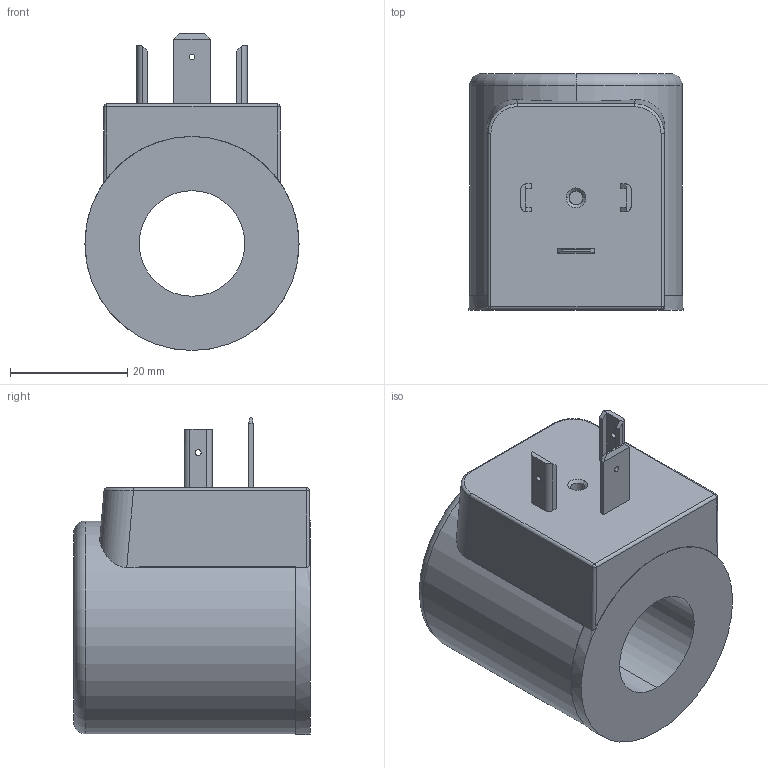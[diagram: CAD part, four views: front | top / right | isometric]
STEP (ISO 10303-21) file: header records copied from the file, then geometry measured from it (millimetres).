
FILE_DESCRIPTION (( 'STEP AP214' ), '1' );
FILE_NAME ('Magnetspule_36-40_DIN.STEP', '2016-07-18T06:36:25', ( '' ), ( '' ), 'SwSTEP 2.0', 'SolidWorks 2014', '' );
FILE_SCHEMA (( 'AUTOMOTIVE_DESIGN' ));
Length unit declared in the file: millimetre
Products named in the file (1): Magnetspule_36-40_DIN
Bounding box: 36.5 x 40.3 x 54.05 mm (x, y, z)
Volume: 39805.6 mm3; surface area: 12320.1 mm2
Topology: 1 solids, 1 shells, 83 faces, 207 edges, 128 vertices
Faces by surface type: plane 46, cylinder 29, torus 2, cone 2, bspline 2, sphere 2
Entity records: 3485 total; most frequent: CARTESIAN_POINT 628, ORIENTED_EDGE 410, DIRECTION 407, EDGE_CURVE 205, AXIS2_PLACEMENT_3D 139, LINE 129, VECTOR 129, VERTEX_POINT 128
